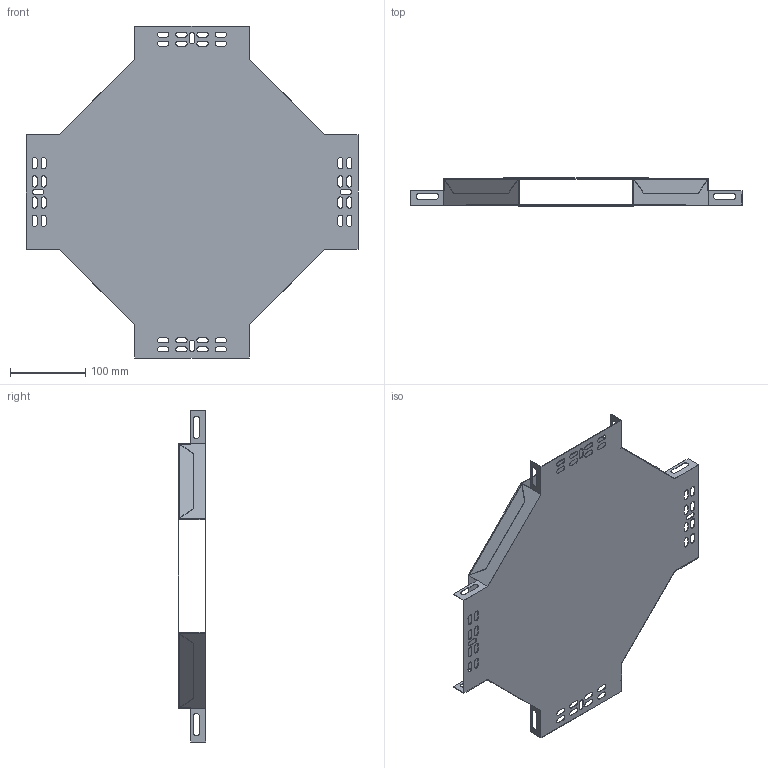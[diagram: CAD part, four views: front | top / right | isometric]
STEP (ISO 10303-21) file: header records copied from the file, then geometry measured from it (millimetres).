
FILE_DESCRIPTION (( 'STEP AP203' ), '1' );
FILE_NAME ('CLP1X-035-150-1 Êðåñòîâèíà 35õ150 ìì..STEP', '2016-03-04T10:59:09', ( '' ), ( '' ), 'SwSTEP 2.0', 'SolidWorks 2014', '' );
FILE_SCHEMA (( 'CONFIG_CONTROL_DESIGN' ));
Length unit declared in the file: millimetre
Products named in the file (1): CLP1X-035-150-1 Êðåñòîâèíà 35õ150 ìì.
Bounding box: 441.34 x 36.6 x 441.34 mm (x, y, z)
Volume: 212294.8 mm3; surface area: 534711 mm2
Topology: 2 solids, 2 shells, 268 faces, 760 edges, 496 vertices
Faces by surface type: plane 180, cylinder 88
Entity records: 8895 total; most frequent: CARTESIAN_POINT 1525, ORIENTED_EDGE 1520, DIRECTION 1474, EDGE_CURVE 760, LINE 584, VECTOR 584, VERTEX_POINT 496, AXIS2_PLACEMENT_3D 445
